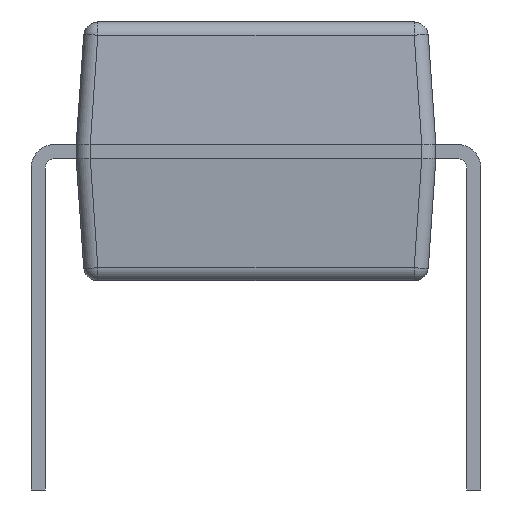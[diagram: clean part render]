
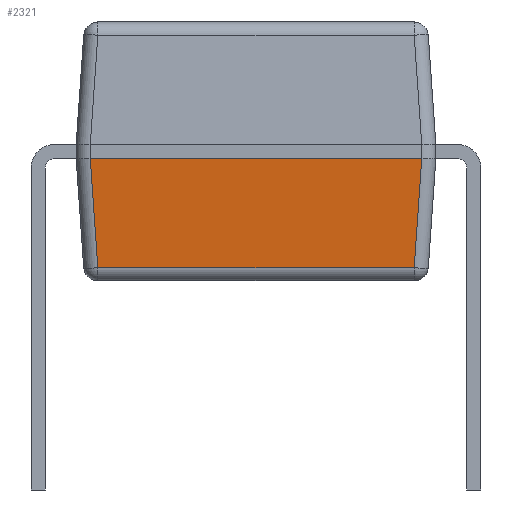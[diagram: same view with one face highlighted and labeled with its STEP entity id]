
A CAD part, front view. The second image highlights one B-rep face of the part: STEP entity #2321.
In plain terms, the highlighted planar face has unit normal (0, -0.998, -0.069).
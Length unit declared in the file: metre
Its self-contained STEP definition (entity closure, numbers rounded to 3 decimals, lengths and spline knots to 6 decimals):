
#2321 = ADVANCED_FACE( '', ( #4715 ), #4716, .T. );
#4715 = FACE_OUTER_BOUND( '', #7351, .T. );
#4716 = PLANE( '', #7352 );
#7351 = EDGE_LOOP( '', ( #14105, #14106, #14107, #14108, #14109, #14110 ) );
#7352 = AXIS2_PLACEMENT_3D( '', #14111, #14112, #14113 );
#14105 = ORIENTED_EDGE( '', *, *, #15855, .F. );
#14106 = ORIENTED_EDGE( '', *, *, #16247, .T. );
#14107 = ORIENTED_EDGE( '', *, *, #15414, .T. );
#14108 = ORIENTED_EDGE( '', *, *, #16823, .T. );
#14109 = ORIENTED_EDGE( '', *, *, #16473, .T. );
#14110 = ORIENTED_EDGE( '', *, *, #17284, .T. );
#14111 = CARTESIAN_POINT( '', ( 0.000398, -0.0127, 0.00267 ) );
#14112 = DIRECTION( '', ( 0., -0.998, -0.069 ) );
#14113 = DIRECTION( '', ( -1., 0., 0. ) );
#15414 = EDGE_CURVE( '', #18546, #18551, #18553, .F. );
#15855 = EDGE_CURVE( '', #19307, #19309, #19310, .T. );
#16247 = EDGE_CURVE( '', #19307, #18546, #19938, .T. );
#16473 = EDGE_CURVE( '', #19991, #20287, #20289, .T. );
#16823 = EDGE_CURVE( '', #18551, #19991, #20792, .F. );
#17284 = EDGE_CURVE( '', #20287, #19309, #21418, .T. );
#18546 = VERTEX_POINT( '', #23067 );
#18551 = VERTEX_POINT( '', #23073 );
#18553 = LINE( '', #23075, #23076 );
#19307 = VERTEX_POINT( '', #24160 );
#19309 = VERTEX_POINT( '', #24163 );
#19310 = LINE( '', #24164, #24165 );
#19938 = ELLIPSE( '', #25088, 0.003609, 0.00025 );
#19991 = VERTEX_POINT( '', #25162 );
#20287 = VERTEX_POINT( '', #25618 );
#20289 = LINE( '', #25620, #25621 );
#20792 = LINE( '', #26371, #26372 );
#21418 = ELLIPSE( '', #27342, 0.003609, 0.00025 );
#23067 = CARTESIAN_POINT( '', ( -0.002926, -0.0127, 0.00267 ) );
#23073 = CARTESIAN_POINT( '', ( -0.002792, -0.012566, 0.000743 ) );
#23075 = CARTESIAN_POINT( '', ( -0.00291, -0.012684, 0.002441 ) );
#23076 = VECTOR( '', #28720, 1. );
#24160 = CARTESIAN_POINT( '', ( -0.002925, -0.0127, 0.00267 ) );
#24163 = CARTESIAN_POINT( '', ( 0.002925, -0.0127, 0.00267 ) );
#24164 = CARTESIAN_POINT( '', ( 0.003175, -0.0127, 0.00267 ) );
#24165 = VECTOR( '', #29170, 1. );
#25088 = AXIS2_PLACEMENT_3D( '', #29539, #29540, #29541 );
#25162 = CARTESIAN_POINT( '', ( 0.002792, -0.012566, 0.000743 ) );
#25618 = CARTESIAN_POINT( '', ( 0.002926, -0.0127, 0.00267 ) );
#25620 = CARTESIAN_POINT( '', ( 0.002914, -0.012688, 0.002496 ) );
#25621 = VECTOR( '', #29738, 1. );
#26371 = CARTESIAN_POINT( '', ( 0.003025, -0.012566, 0.000743 ) );
#26372 = VECTOR( '', #30054, 1. );
#27342 = AXIS2_PLACEMENT_3D( '', #30429, #30430, #30431 );
#28720 = DIRECTION( '', ( -0.069, -0.069, 0.995 ) );
#29170 = DIRECTION( '', ( 1., 0., 0. ) );
#29539 = CARTESIAN_POINT( '', ( -0.002925, -0.01245, -0.00093 ) );
#29540 = DIRECTION( '', ( 0., -0.998, -0.069 ) );
#29541 = DIRECTION( '', ( 0., -0.069, 0.998 ) );
#29738 = DIRECTION( '', ( 0.069, -0.069, 0.995 ) );
#30054 = DIRECTION( '', ( -1., 0., 0. ) );
#30429 = CARTESIAN_POINT( '', ( 0.002925, -0.01245, -0.00093 ) );
#30430 = DIRECTION( '', ( 0., -0.998, -0.069 ) );
#30431 = DIRECTION( '', ( 0., 0.069, -0.998 ) );
